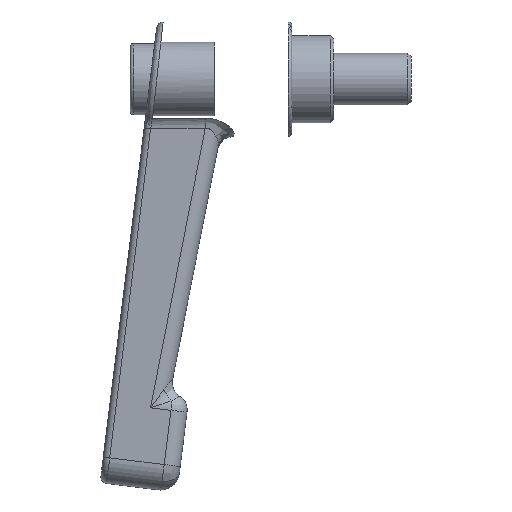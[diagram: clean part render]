
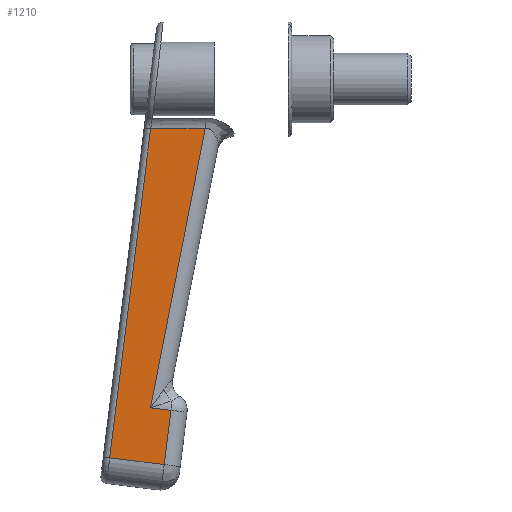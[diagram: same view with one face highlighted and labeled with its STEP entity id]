
A CAD part, left-side view. The second image highlights one B-rep face of the part: STEP entity #1210.
In plain terms, the highlighted planar face has unit normal (-0.999, 0.004, -0.034).
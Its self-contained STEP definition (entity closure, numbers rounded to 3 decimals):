
#918=CARTESIAN_POINT('',(-4.0,28.185,-58.673));
#919=VERTEX_POINT('',#918);
#950=CARTESIAN_POINT('',(-5.74,21.852,-7.722));
#951=VERTEX_POINT('',#950);
#952=CARTESIAN_POINT('',(-4.,28.185,-58.673));
#953=DIRECTION('',(-0.034,-0.123,0.992));
#954=VECTOR('',#953,51.372);
#955=LINE('',#952,#954);
#956=EDGE_CURVE('',#919,#951,#955,.T.);
#1151=CARTESIAN_POINT('',(-5.777,13.399,-7.684));
#1152=VERTEX_POINT('',#1151);
#1153=CARTESIAN_POINT('',(-5.74,21.852,-7.722));
#1154=CARTESIAN_POINT('',(-5.753,19.034,-7.71));
#1155=CARTESIAN_POINT('',(-5.765,16.217,-7.697));
#1156=CARTESIAN_POINT('',(-5.777,13.399,-7.684));
#1157=B_SPLINE_CURVE_WITH_KNOTS('',3,(#1153,#1154,#1155,#1156),.UNSPECIFIED.,.F.,.U.,(4,4),(0.981,1.827),.UNSPECIFIED.);
#1158=EDGE_CURVE('',#951,#1152,#1157,.T.);
#1171=CARTESIAN_POINT('',(-6.,21.9,0.));
#1172=DIRECTION('',(-0.999,0.004,-0.034));
#1173=DIRECTION('',(0.034,0.123,-0.992));
#1174=AXIS2_PLACEMENT_3D('',#1171,#1172,#1173);
#1175=PLANE('',#1174);
#1176=ORIENTED_EDGE('',*,*,#956,.F.);
#1177=CARTESIAN_POINT('',(-4.0,19.75,-59.721));
#1178=VERTEX_POINT('',#1177);
#1179=CARTESIAN_POINT('',(-4.0,28.185,-58.673));
#1180=DIRECTION('',(0.0,-0.992,-0.123));
#1181=VECTOR('',#1180,8.5);
#1182=LINE('',#1179,#1181);
#1183=EDGE_CURVE('',#919,#1178,#1182,.T.);
#1184=ORIENTED_EDGE('',*,*,#1183,.T.);
#1185=CARTESIAN_POINT('',(-4.287,18.704,-51.305));
#1186=VERTEX_POINT('',#1185);
#1187=CARTESIAN_POINT('',(-4.287,18.704,-51.305));
#1188=DIRECTION('',(0.034,0.123,-0.992));
#1189=VECTOR('',#1188,8.486);
#1190=LINE('',#1187,#1189);
#1191=EDGE_CURVE('',#1186,#1178,#1190,.T.);
#1192=ORIENTED_EDGE('',*,*,#1191,.F.);
#1193=CARTESIAN_POINT('',(-4.287,21.86,-50.913));
#1194=VERTEX_POINT('',#1193);
#1195=CARTESIAN_POINT('',(-4.287,21.86,-50.913));
#1196=DIRECTION('',(0.0,-0.992,-0.123));
#1197=VECTOR('',#1196,3.181);
#1198=LINE('',#1195,#1197);
#1199=EDGE_CURVE('',#1194,#1186,#1198,.T.);
#1200=ORIENTED_EDGE('',*,*,#1199,.F.);
#1201=CARTESIAN_POINT('',(-5.777,13.399,-7.684));
#1202=DIRECTION('',(0.034,0.192,-0.981));
#1203=VECTOR('',#1202,44.075);
#1204=LINE('',#1201,#1203);
#1205=EDGE_CURVE('',#1152,#1194,#1204,.T.);
#1206=ORIENTED_EDGE('',*,*,#1205,.F.);
#1207=ORIENTED_EDGE('',*,*,#1158,.F.);
#1208=EDGE_LOOP('',(#1176,#1184,#1192,#1200,#1206,#1207));
#1209=FACE_OUTER_BOUND('',#1208,.T.);
#1210=ADVANCED_FACE('',(#1209),#1175,.T.);
